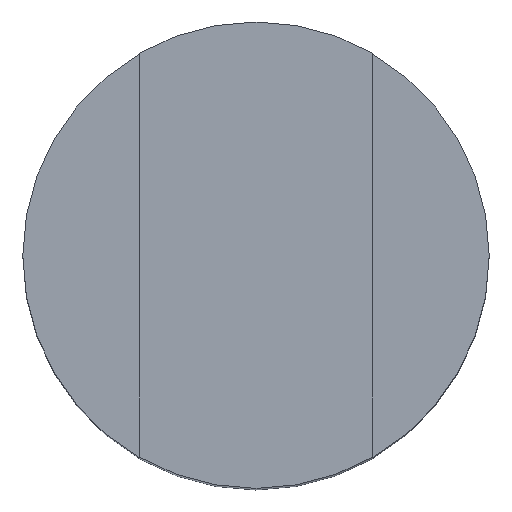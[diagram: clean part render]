
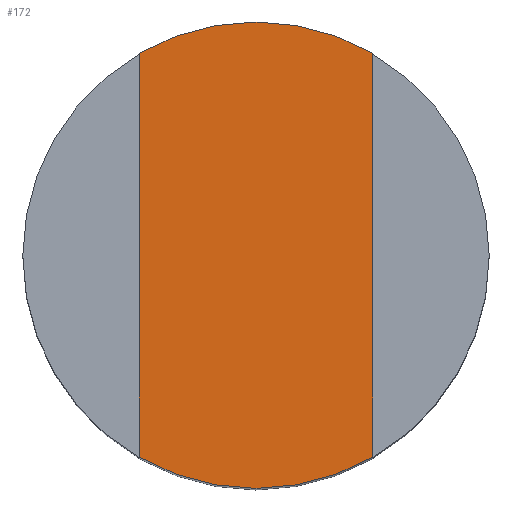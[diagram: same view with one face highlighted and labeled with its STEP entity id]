
A CAD part, top view. The second image highlights one B-rep face of the part: STEP entity #172.
In plain terms, the highlighted planar face has unit normal (0, 0, 1).
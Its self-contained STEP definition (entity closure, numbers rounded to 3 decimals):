
#7 = EDGE_CURVE ( 'NONE', #339, #417, #225, .T. ) ;
#9 = CIRCLE ( 'NONE', #382, 10. ) ;
#18 = CARTESIAN_POINT ( 'NONE',  ( 0., 0., 30. ) ) ;
#20 = FACE_OUTER_BOUND ( 'NONE', #394, .T. ) ;
#24 = CARTESIAN_POINT ( 'NONE',  ( 0., 0., 30. ) ) ;
#28 = DIRECTION ( 'NONE',  ( 0., 0., 1. ) ) ;
#31 = VERTEX_POINT ( 'NONE', #366 ) ;
#43 = CARTESIAN_POINT ( 'NONE',  ( 5., 0., 30. ) ) ;
#57 = CARTESIAN_POINT ( 'NONE',  ( 5., 8.66, 30. ) ) ;
#87 = ORIENTED_EDGE ( 'NONE', *, *, #389, .T. ) ;
#140 = PLANE ( 'NONE',  #335 ) ;
#167 = ORIENTED_EDGE ( 'NONE', *, *, #7, .F. ) ;
#172 = ADVANCED_FACE ( 'NONE', ( #20 ), #140, .T. ) ;
#197 = VECTOR ( 'NONE', #329, 1000. ) ;
#205 = DIRECTION ( 'NONE',  ( 0., 0., 1. ) ) ;
#221 = CARTESIAN_POINT ( 'NONE',  ( 0., 0., 30. ) ) ;
#225 = LINE ( 'NONE', #43, #197 ) ;
#245 = CARTESIAN_POINT ( 'NONE',  ( -5., -8.66, 30. ) ) ;
#247 = DIRECTION ( 'NONE',  ( 0., 0., 1. ) ) ;
#252 = VECTOR ( 'NONE', #411, 1000. ) ;
#280 = ORIENTED_EDGE ( 'NONE', *, *, #352, .T. ) ;
#281 = EDGE_CURVE ( 'NONE', #331, #31, #301, .T. ) ;
#301 = LINE ( 'NONE', #374, #252 ) ;
#316 = AXIS2_PLACEMENT_3D ( 'NONE', #24, #247, #414 ) ;
#329 = DIRECTION ( 'NONE',  ( 0., -1., 0. ) ) ;
#331 = VERTEX_POINT ( 'NONE', #245 ) ;
#335 = AXIS2_PLACEMENT_3D ( 'NONE', #18, #205, #338 ) ;
#338 = DIRECTION ( 'NONE',  ( 1., 0., 0. ) ) ;
#339 = VERTEX_POINT ( 'NONE', #57 ) ;
#352 = EDGE_CURVE ( 'NONE', #339, #31, #415, .T. ) ;
#354 = ORIENTED_EDGE ( 'NONE', *, *, #281, .F. ) ;
#357 = DIRECTION ( 'NONE',  ( 1., 0., 0. ) ) ;
#366 = CARTESIAN_POINT ( 'NONE',  ( -5., 8.66, 30. ) ) ;
#374 = CARTESIAN_POINT ( 'NONE',  ( -5., 0., 30. ) ) ;
#382 = AXIS2_PLACEMENT_3D ( 'NONE', #221, #28, #357 ) ;
#389 = EDGE_CURVE ( 'NONE', #331, #417, #9, .T. ) ;
#394 = EDGE_LOOP ( 'NONE', ( #167, #280, #354, #87 ) ) ;
#411 = DIRECTION ( 'NONE',  ( 0., 1., 0. ) ) ;
#414 = DIRECTION ( 'NONE',  ( 1., 0., 0. ) ) ;
#415 = CIRCLE ( 'NONE', #316, 10. ) ;
#417 = VERTEX_POINT ( 'NONE', #430 ) ;
#430 = CARTESIAN_POINT ( 'NONE',  ( 5., -8.66, 30. ) ) ;
